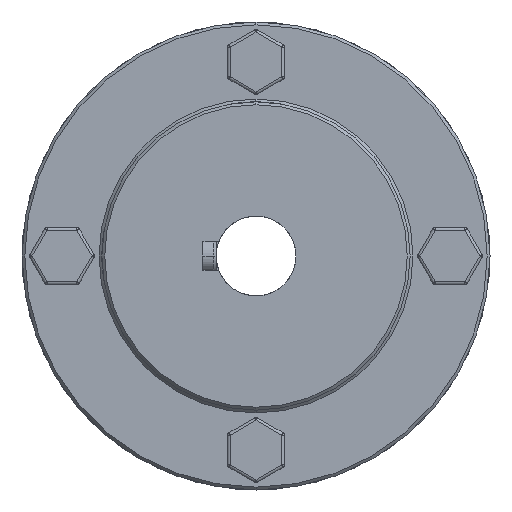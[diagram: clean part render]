
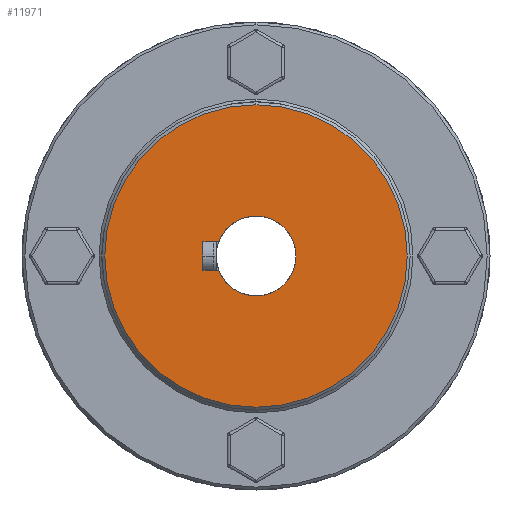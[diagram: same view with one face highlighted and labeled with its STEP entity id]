
A CAD part, left-side view. The second image highlights one B-rep face of the part: STEP entity #11971.
In plain terms, the highlighted planar face has unit normal (-1, 0, 0).
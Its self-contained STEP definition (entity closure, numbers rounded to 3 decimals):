
#567 = PLANE ( 'NONE',  #772 ) ;
#568 = CARTESIAN_POINT ( 'NONE',  ( -33., 27., 0. ) ) ;
#573 = DIRECTION ( 'NONE',  ( -1., 0., 0. ) ) ;
#574 = DIRECTION ( 'NONE',  ( 0., 0., 1. ) ) ;
#772 = AXIS2_PLACEMENT_3D ( 'NONE', #568, #573, #574 ) ;
#1122 = AXIS2_PLACEMENT_3D ( 'NONE', #4035, #4036, #4037 ) ;
#1127 = AXIS2_PLACEMENT_3D ( 'NONE', #4197, #4213, #4214 ) ;
#1132 = AXIS2_PLACEMENT_3D ( 'NONE', #4148, #4185, #4186 ) ;
#1489 = FACE_OUTER_BOUND ( 'NONE', #12963, .T. ) ;
#1495 = FACE_BOUND ( 'NONE', #12949, .T. ) ;
#3582 = CIRCLE ( 'NONE', #1122, 26.5 ) ;
#3617 = CIRCLE ( 'NONE', #1132, 7. ) ;
#3624 = CIRCLE ( 'NONE', #1127, 7. ) ;
#4035 = CARTESIAN_POINT ( 'NONE',  ( -33., 0., 0. ) ) ;
#4036 = DIRECTION ( 'NONE',  ( -1., 0., 0. ) ) ;
#4037 = DIRECTION ( 'NONE',  ( 0., 0., 1. ) ) ;
#4148 = CARTESIAN_POINT ( 'NONE',  ( -33., 0., 0. ) ) ;
#4185 = DIRECTION ( 'NONE',  ( 1., 0., 0. ) ) ;
#4186 = DIRECTION ( 'NONE',  ( 0., 0., -1. ) ) ;
#4197 = CARTESIAN_POINT ( 'NONE',  ( -33., 0., 0. ) ) ;
#4213 = DIRECTION ( 'NONE',  ( 1., 0., 0. ) ) ;
#4214 = DIRECTION ( 'NONE',  ( 0., 0., -1. ) ) ;
#4409 = CARTESIAN_POINT ( 'NONE',  ( -33., 6.538, -2.5 ) ) ;
#4414 = CARTESIAN_POINT ( 'NONE',  ( -33., 0., 7. ) ) ;
#4415 = CARTESIAN_POINT ( 'NONE',  ( -33., 0., -7. ) ) ;
#4430 = CARTESIAN_POINT ( 'NONE',  ( -33., 0., 26.5 ) ) ;
#4431 = CARTESIAN_POINT ( 'NONE',  ( -33., 0., -26.5 ) ) ;
#4664 = CARTESIAN_POINT ( 'NONE',  ( -33., 6.538, 2.5 ) ) ;
#4668 = CARTESIAN_POINT ( 'NONE',  ( -33., 9.3, 2.5 ) ) ;
#4670 = CARTESIAN_POINT ( 'NONE',  ( -33., 9.3, -2.5 ) ) ;
#5306 = CIRCLE ( 'NONE', #5634, 7. ) ;
#5314 = LINE ( 'NONE', #6382, #5315 ) ;
#5315 = VECTOR ( 'NONE', #6383, 1000. ) ;
#5321 = LINE ( 'NONE', #6386, #5322 ) ;
#5322 = VECTOR ( 'NONE', #6387, 1000. ) ;
#5338 = LINE ( 'NONE', #6408, #5339 ) ;
#5339 = VECTOR ( 'NONE', #6409, 1000. ) ;
#5349 = CIRCLE ( 'NONE', #5643, 26.5 ) ;
#5634 = AXIS2_PLACEMENT_3D ( 'NONE', #6350, #6360, #6361 ) ;
#5643 = AXIS2_PLACEMENT_3D ( 'NONE', #6417, #6424, #6425 ) ;
#6350 = CARTESIAN_POINT ( 'NONE',  ( -33., 0., 0. ) ) ;
#6360 = DIRECTION ( 'NONE',  ( 1., 0., 0. ) ) ;
#6361 = DIRECTION ( 'NONE',  ( 0., 0., -1. ) ) ;
#6382 = CARTESIAN_POINT ( 'NONE',  ( -33., 6.538, 2.5 ) ) ;
#6383 = DIRECTION ( 'NONE',  ( 0., -1., 0. ) ) ;
#6386 = CARTESIAN_POINT ( 'NONE',  ( -33., 6.538, -2.5 ) ) ;
#6387 = DIRECTION ( 'NONE',  ( 0., 1., 0. ) ) ;
#6408 = CARTESIAN_POINT ( 'NONE',  ( -33., 9.3, 2.5 ) ) ;
#6409 = DIRECTION ( 'NONE',  ( 0., 0., 1. ) ) ;
#6417 = CARTESIAN_POINT ( 'NONE',  ( -33., 0., 0. ) ) ;
#6424 = DIRECTION ( 'NONE',  ( -1., 0., 0. ) ) ;
#6425 = DIRECTION ( 'NONE',  ( 0., 0., 1. ) ) ;
#11971 = ADVANCED_FACE ( 'NONE', ( #1489, #1495 ), #567, .T. ) ;
#12453 = EDGE_CURVE ( 'NONE', #12643, #12644, #3582, .T. ) ;
#12476 = EDGE_CURVE ( 'NONE', #12627, #12628, #3617, .T. ) ;
#12482 = EDGE_CURVE ( 'NONE', #12628, #12622, #3624, .T. ) ;
#12622 = VERTEX_POINT ( 'NONE', #4409 ) ;
#12627 = VERTEX_POINT ( 'NONE', #4414 ) ;
#12628 = VERTEX_POINT ( 'NONE', #4415 ) ;
#12643 = VERTEX_POINT ( 'NONE', #4430 ) ;
#12644 = VERTEX_POINT ( 'NONE', #4431 ) ;
#12877 = VERTEX_POINT ( 'NONE', #4664 ) ;
#12881 = VERTEX_POINT ( 'NONE', #4668 ) ;
#12883 = VERTEX_POINT ( 'NONE', #4670 ) ;
#12949 = EDGE_LOOP ( 'NONE', ( #14635, #14636, #14637, #14638, #14639, #14640 ) ) ;
#12963 = EDGE_LOOP ( 'NONE', ( #14633, #14634 ) ) ;
#13468 = EDGE_CURVE ( 'NONE', #12877, #12627, #5306, .T. ) ;
#13477 = EDGE_CURVE ( 'NONE', #12881, #12877, #5314, .T. ) ;
#13479 = EDGE_CURVE ( 'NONE', #12622, #12883, #5321, .T. ) ;
#13489 = EDGE_CURVE ( 'NONE', #12883, #12881, #5338, .T. ) ;
#13495 = EDGE_CURVE ( 'NONE', #12644, #12643, #5349, .T. ) ;
#14633 = ORIENTED_EDGE ( 'NONE', *, *, #13495, .T. ) ;
#14634 = ORIENTED_EDGE ( 'NONE', *, *, #12453, .T. ) ;
#14635 = ORIENTED_EDGE ( 'NONE', *, *, #13489, .T. ) ;
#14636 = ORIENTED_EDGE ( 'NONE', *, *, #13477, .T. ) ;
#14637 = ORIENTED_EDGE ( 'NONE', *, *, #13468, .T. ) ;
#14638 = ORIENTED_EDGE ( 'NONE', *, *, #12476, .T. ) ;
#14639 = ORIENTED_EDGE ( 'NONE', *, *, #12482, .T. ) ;
#14640 = ORIENTED_EDGE ( 'NONE', *, *, #13479, .T. ) ;
